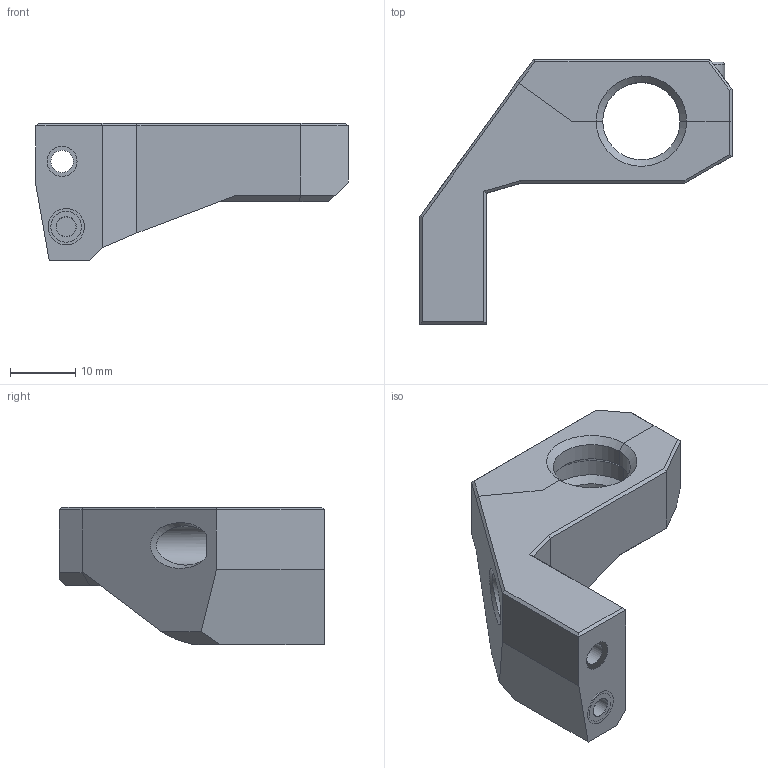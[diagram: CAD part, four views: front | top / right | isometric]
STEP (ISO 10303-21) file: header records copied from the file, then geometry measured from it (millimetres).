
FILE_DESCRIPTION(/* description */ (''),/* implementation_level */ '2;1');
FILE_NAME(/* name */ 'PUG_CW2_mount.step',/* time_stamp */ '2023-11-13T21:54:31+01:00',/* author */ (''),/* organization */ (''),/* preprocessor_version */ 'ST-DEVELOPER v20',/* originating_system */ 'Autodesk Translation Framework v12.14.0.127',/* authorisation */ '');
FILE_SCHEMA (('AUTOMOTIVE_DESIGN { 1 0 10303 214 3 1 1 }'));
Length unit declared in the file: millimetre
Products named in the file (5): umbilical v2; holder_part_A; holder_part_B; M3x4_Threaded_Insert v1; Hexagon Socket Head Cap Screw ISO 4762 - M3 x 8 Stainless Steel A2 Pl
ain v1
Assembly tree (7 placements, depth 2):
  umbilical v2
    holder_part_A
    holder_part_B
    M3x4_Threaded_Insert v1  x3
    Hexagon Socket Head Cap Screw ISO 4762 - M3 x 8 Stainless Steel A2 Pl
ain v1  x2
Bounding box: 47.73 x 40.63 x 21.06 mm (x, y, z)
Volume: 10901.5 mm3; surface area: 6320.7 mm2
Topology: 7 solids, 7 shells, 812 faces, 2296 edges, 1518 vertices
Faces by surface type: bspline 435, cylinder 248, plane 102, cone 25, torus 2
Full cylindrical faces by diameter (mm): 2.927 x2, 3 x3, 3.4 x3, 4.6 x2, 4.7 x1, 5.05 x3, 5.16 x3, 5.5 x2, 5.56 x3, 6 x1
Entity records: 12908 total; most frequent: CARTESIAN_POINT 4755, ORIENTED_EDGE 1840, DIRECTION 1582, EDGE_CURVE 920, VERTEX_POINT 605, AXIS2_PLACEMENT_3D 584, LINE 414, VECTOR 414
